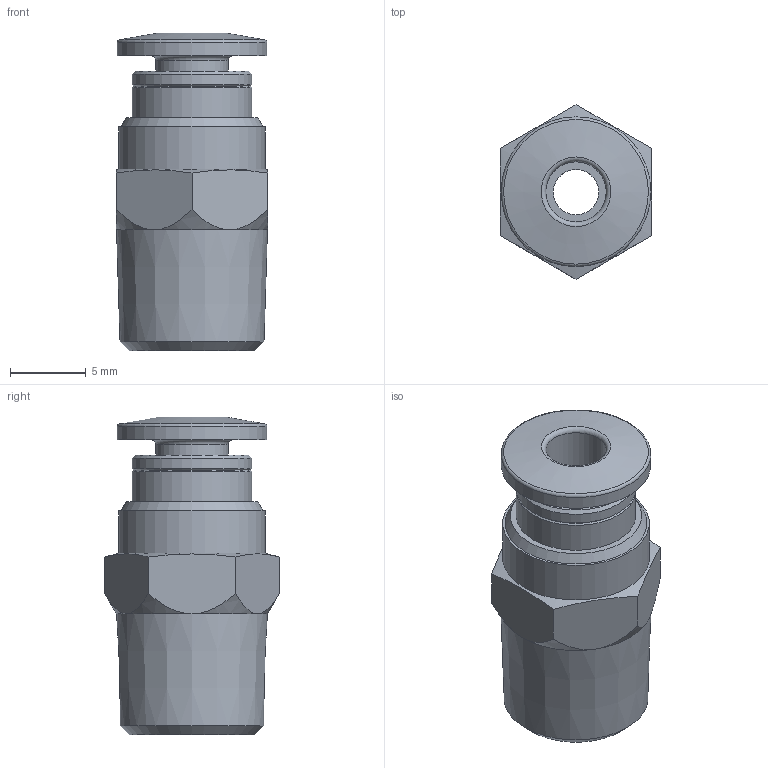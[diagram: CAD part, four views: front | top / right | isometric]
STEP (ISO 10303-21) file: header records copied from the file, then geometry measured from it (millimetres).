
FILE_DESCRIPTION(/* description */ ('STEP AP214'),/* implementation_level */ '2;1');
FILE_NAME(/* name */ '153001_QS-1_8-4',/* time_stamp */ '2024-09-11T05:00:03+02:00',/* author */ ('License CC BY-ND 4.0'),/* organization */ ('CADENAS'),/* preprocessor_version */ 'ST-DEVELOPER v19.3',/* originating_system */ 'PARTsolutions',/* authorisation */ ' ');
FILE_SCHEMA (('PROCESS_PLANNING_SCHEMA','AUTOMOTIVE_DESIGN {1 0 10303 214 3 1 1}'));
Length unit declared in the file: millimetre
Products named in the file (1): 153001 QS-1/8-4
Bounding box: 10 x 11.55 x 21 mm (x, y, z)
Volume: 1143.1 mm3; surface area: 1114.9 mm2
Topology: 1 solids, 1 shells, 40 faces, 79 edges, 46 vertices
Faces by surface type: cone 16, plane 13, cylinder 8, torus 3
Full cylindrical faces by diameter (mm): 3 x1, 4 x1, 4.8 x1, 5.559 x1, 7.9 x2, 9.7 x1, 9.9 x1
Entity records: 1246 total; most frequent: CARTESIAN_POINT 215, DIRECTION 154, ORIENTED_EDGE 114, AXIS2_PLACEMENT_3D 74, EDGE_LOOP 68, FACE_BOUND 68, EDGE_CURVE 57, VERTEX_POINT 45
